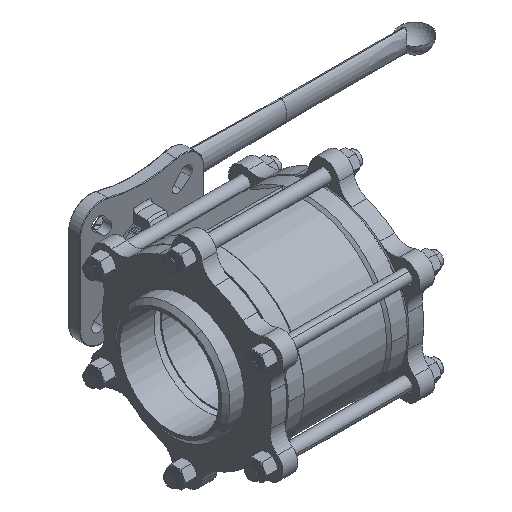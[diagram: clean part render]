
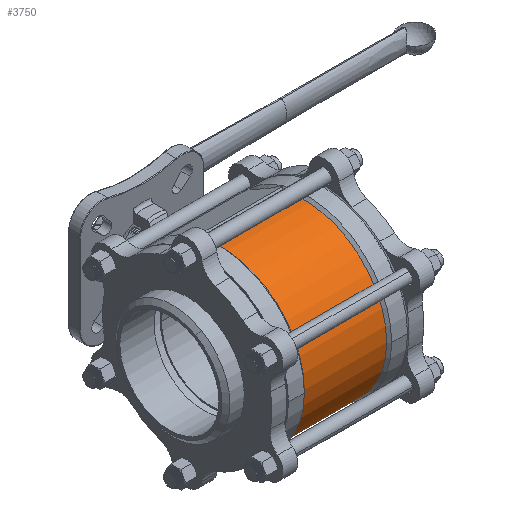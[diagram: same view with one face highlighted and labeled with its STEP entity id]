
A CAD part, isometric view. The second image highlights one B-rep face of the part: STEP entity #3750.
In plain terms, the highlighted cylindrical face has radius 83 mm (diameter 166 mm), a partial arc.
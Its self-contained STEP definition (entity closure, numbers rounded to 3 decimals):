
#65=CARTESIAN_POINT('',(0.,0.,41.5));
#66=DIRECTION('',(0.,0.,-1.));
#67=DIRECTION('',(-0.963,-0.271,0.));
#68=AXIS2_PLACEMENT_3D('',#65,#66,#67);
#218=CARTESIAN_POINT('',(0.,0.,-41.5));
#219=DIRECTION('',(0.,0.,1.));
#220=DIRECTION('',(0.963,-0.271,0.));
#221=AXIS2_PLACEMENT_3D('',#218,#219,#220);
#267=DIRECTION('',(0.,0.,1.));
#268=VECTOR('',#267,83.);
#269=CARTESIAN_POINT('',(79.903,-22.461,-41.5));
#270=LINE('',#269,#268);
#271=DIRECTION('',(0.,0.,1.));
#272=VECTOR('',#271,83.);
#273=CARTESIAN_POINT('',(-79.903,-22.461,-41.5));
#274=LINE('',#273,#272);
#3299=CARTESIAN_POINT('',(79.903,-22.461,-41.5));
#3300=CARTESIAN_POINT('',(-79.903,-22.461,-41.5));
#3301=VERTEX_POINT('',#3299);
#3302=VERTEX_POINT('',#3300);
#3303=CARTESIAN_POINT('',(-79.903,-22.461,41.5));
#3304=CARTESIAN_POINT('',(79.903,-22.461,41.5));
#3305=VERTEX_POINT('',#3303);
#3306=VERTEX_POINT('',#3304);
#3738=CARTESIAN_POINT('',(0.,0.,-66.));
#3739=DIRECTION('',(0.,0.,1.));
#3740=DIRECTION('',(0.,1.,0.));
#3741=AXIS2_PLACEMENT_3D('',#3738,#3739,#3740);
#3742=CYLINDRICAL_SURFACE('',#3741,83.);
#3743=ORIENTED_EDGE('',*,*,#3691,.F.);
#3744=ORIENTED_EDGE('',*,*,#3729,.T.);
#3745=ORIENTED_EDGE('',*,*,#3505,.F.);
#3747=ORIENTED_EDGE('',*,*,#3746,.F.);
#3748=EDGE_LOOP('',(#3743,#3744,#3745,#3747));
#3749=FACE_OUTER_BOUND('',#3748,.F.);
#69=CIRCLE('',#68,83.);
#222=CIRCLE('',#221,83.);
#3505=EDGE_CURVE('',#3305,#3306,#69,.T.);
#3691=EDGE_CURVE('',#3301,#3302,#222,.T.);
#3729=EDGE_CURVE('',#3301,#3306,#270,.T.);
#3746=EDGE_CURVE('',#3302,#3305,#274,.T.);
#3750=ADVANCED_FACE('',(#3749),#3742,.T.);
